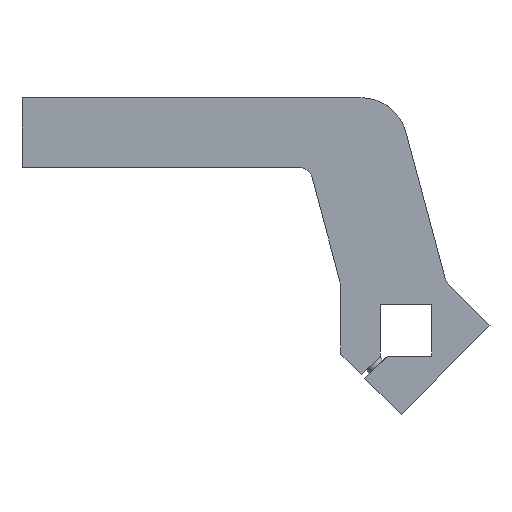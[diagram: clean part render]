
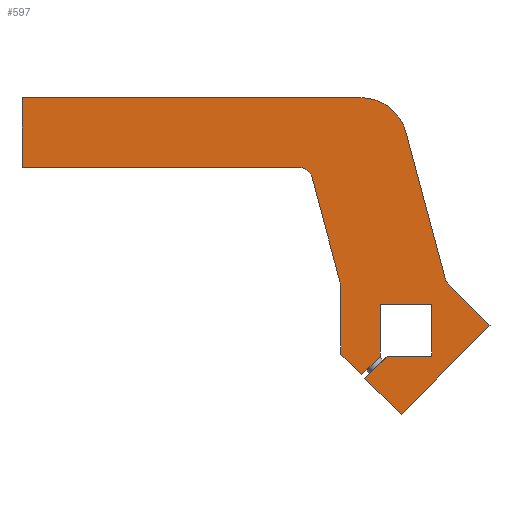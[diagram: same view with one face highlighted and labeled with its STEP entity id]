
A CAD part, left-side view. The second image highlights one B-rep face of the part: STEP entity #597.
In plain terms, the highlighted planar face has unit normal (-1, 0, 0).
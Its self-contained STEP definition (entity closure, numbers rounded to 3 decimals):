
#35=PLANE('',#662);
#57=FACE_OUTER_BOUND('',#94,.T.);
#94=EDGE_LOOP('',(#448,#449,#450,#451,#452,#453,#454,#455,#456,#457,#458,
#459,#460,#461,#462,#463,#464,#465,#466,#467));
#127=LINE('',#875,#187);
#132=LINE('',#890,#192);
#138=LINE('',#919,#198);
#142=LINE('',#931,#202);
#143=LINE('',#934,#203);
#144=LINE('',#935,#204);
#145=LINE('',#937,#205);
#146=LINE('',#939,#206);
#147=LINE('',#941,#207);
#148=LINE('',#943,#208);
#149=LINE('',#945,#209);
#150=LINE('',#947,#210);
#151=LINE('',#949,#211);
#152=LINE('',#951,#212);
#153=LINE('',#953,#213);
#154=LINE('',#954,#214);
#187=VECTOR('',#705,10.);
#192=VECTOR('',#718,10.);
#198=VECTOR('',#746,10.);
#202=VECTOR('',#758,10.);
#203=VECTOR('',#761,10.);
#204=VECTOR('',#762,10.);
#205=VECTOR('',#763,10.);
#206=VECTOR('',#764,10.);
#207=VECTOR('',#765,10.);
#208=VECTOR('',#766,10.);
#209=VECTOR('',#767,10.);
#210=VECTOR('',#768,10.);
#211=VECTOR('',#769,10.);
#212=VECTOR('',#770,10.);
#213=VECTOR('',#771,10.);
#214=VECTOR('',#772,10.);
#245=CIRCLE('',#640,6.);
#247=CIRCLE('',#644,6.);
#256=CIRCLE('',#655,20.);
#258=CIRCLE('',#659,20.);
#269=VERTEX_POINT('',#865);
#270=VERTEX_POINT('',#866);
#273=VERTEX_POINT('',#874);
#275=VERTEX_POINT('',#880);
#276=VERTEX_POINT('',#881);
#279=VERTEX_POINT('',#889);
#288=VERTEX_POINT('',#909);
#289=VERTEX_POINT('',#910);
#292=VERTEX_POINT('',#921);
#293=VERTEX_POINT('',#922);
#296=VERTEX_POINT('',#933);
#297=VERTEX_POINT('',#936);
#298=VERTEX_POINT('',#938);
#299=VERTEX_POINT('',#940);
#300=VERTEX_POINT('',#942);
#301=VERTEX_POINT('',#944);
#302=VERTEX_POINT('',#946);
#303=VERTEX_POINT('',#948);
#304=VERTEX_POINT('',#950);
#305=VERTEX_POINT('',#952);
#325=EDGE_CURVE('',#269,#270,#245,.T.);
#329=EDGE_CURVE('',#273,#270,#127,.T.);
#332=EDGE_CURVE('',#275,#276,#247,.T.);
#336=EDGE_CURVE('',#279,#276,#132,.T.);
#346=EDGE_CURVE('',#288,#289,#256,.T.);
#351=EDGE_CURVE('',#275,#289,#138,.T.);
#352=EDGE_CURVE('',#292,#293,#258,.T.);
#357=EDGE_CURVE('',#269,#293,#142,.T.);
#358=EDGE_CURVE('',#292,#296,#143,.T.);
#359=EDGE_CURVE('',#296,#279,#144,.T.);
#360=EDGE_CURVE('',#288,#297,#145,.T.);
#361=EDGE_CURVE('',#297,#298,#146,.T.);
#362=EDGE_CURVE('',#298,#299,#147,.T.);
#363=EDGE_CURVE('',#299,#300,#148,.T.);
#364=EDGE_CURVE('',#300,#301,#149,.T.);
#365=EDGE_CURVE('',#301,#302,#150,.T.);
#366=EDGE_CURVE('',#302,#303,#151,.T.);
#367=EDGE_CURVE('',#303,#304,#152,.T.);
#368=EDGE_CURVE('',#304,#305,#153,.T.);
#369=EDGE_CURVE('',#305,#273,#154,.T.);
#448=ORIENTED_EDGE('',*,*,#352,.F.);
#449=ORIENTED_EDGE('',*,*,#358,.T.);
#450=ORIENTED_EDGE('',*,*,#359,.T.);
#451=ORIENTED_EDGE('',*,*,#336,.T.);
#452=ORIENTED_EDGE('',*,*,#332,.F.);
#453=ORIENTED_EDGE('',*,*,#351,.T.);
#454=ORIENTED_EDGE('',*,*,#346,.F.);
#455=ORIENTED_EDGE('',*,*,#360,.T.);
#456=ORIENTED_EDGE('',*,*,#361,.T.);
#457=ORIENTED_EDGE('',*,*,#362,.T.);
#458=ORIENTED_EDGE('',*,*,#363,.T.);
#459=ORIENTED_EDGE('',*,*,#364,.T.);
#460=ORIENTED_EDGE('',*,*,#365,.T.);
#461=ORIENTED_EDGE('',*,*,#366,.T.);
#462=ORIENTED_EDGE('',*,*,#367,.T.);
#463=ORIENTED_EDGE('',*,*,#368,.T.);
#464=ORIENTED_EDGE('',*,*,#369,.T.);
#465=ORIENTED_EDGE('',*,*,#329,.T.);
#466=ORIENTED_EDGE('',*,*,#325,.F.);
#467=ORIENTED_EDGE('',*,*,#357,.T.);
#597=ADVANCED_FACE('',(#57),#35,.T.);
#640=AXIS2_PLACEMENT_3D('',#867,#697,#698);
#644=AXIS2_PLACEMENT_3D('',#882,#710,#711);
#655=AXIS2_PLACEMENT_3D('',#911,#737,#738);
#659=AXIS2_PLACEMENT_3D('',#923,#749,#750);
#662=AXIS2_PLACEMENT_3D('',#932,#759,#760);
#697=DIRECTION('center_axis',(-1.,0.,0.));
#698=DIRECTION('ref_axis',(0.,0.866,-0.5));
#705=DIRECTION('',(0.,0.707,0.707));
#710=DIRECTION('center_axis',(-1.,0.,0.));
#711=DIRECTION('ref_axis',(0.,-0.609,0.793));
#718=DIRECTION('',(0.,-1.,0.));
#737=DIRECTION('center_axis',(-1.,0.,0.));
#738=DIRECTION('ref_axis',(0.,-0.991,0.131));
#746=DIRECTION('',(0.,-0.259,-0.966));
#749=DIRECTION('center_axis',(1.,0.,0.));
#750=DIRECTION('ref_axis',(0.,-0.609,0.793));
#758=DIRECTION('',(0.,0.259,0.966));
#759=DIRECTION('center_axis',(-1.,0.,0.));
#760=DIRECTION('ref_axis',(0.,0.,1.));
#761=DIRECTION('',(0.,1.,0.));
#762=DIRECTION('',(0.,0.,-1.));
#763=DIRECTION('',(0.,0.,-1.));
#764=DIRECTION('',(0.,-0.707,-0.707));
#765=DIRECTION('',(0.,-0.707,0.707));
#766=DIRECTION('',(0.,0.,1.));
#767=DIRECTION('',(0.,-1.,0.));
#768=DIRECTION('',(0.,0.,-1.));
#769=DIRECTION('',(0.,1.,0.));
#770=DIRECTION('',(0.,0.707,-0.707));
#771=DIRECTION('',(0.,-0.707,-0.707));
#772=DIRECTION('',(0.,-0.707,0.707));
#865=CARTESIAN_POINT('',(-12.5,-16.72,22.6));
#866=CARTESIAN_POINT('',(-12.5,-18.273,19.91));
#867=CARTESIAN_POINT('Origin',(-12.5,-22.516,24.153));
#874=CARTESIAN_POINT('',(-12.5,-36.062,2.121));
#875=CARTESIAN_POINT('',(-12.5,-19.092,19.092));
#880=CARTESIAN_POINT('',(-12.5,40.341,65.553));
#881=CARTESIAN_POINT('',(-12.5,46.136,70.));
#882=CARTESIAN_POINT('Origin',(-12.5,46.136,64.));
#889=CARTESIAN_POINT('',(-12.5,165.,70.));
#890=CARTESIAN_POINT('',(-12.5,41.533,70.));
#909=CARTESIAN_POINT('',(-12.5,28.,16.863));
#910=CARTESIAN_POINT('',(-12.5,28.681,22.039));
#911=CARTESIAN_POINT('Origin',(-12.5,48.,16.863));
#919=CARTESIAN_POINT('',(-12.5,28.,19.496));
#921=CARTESIAN_POINT('',(-12.5,19.365,100.));
#922=CARTESIAN_POINT('',(-12.5,0.047,85.176));
#923=CARTESIAN_POINT('Origin',(-12.5,19.365,80.));
#931=CARTESIAN_POINT('',(-12.5,4.019,100.));
#932=CARTESIAN_POINT('Origin',(-12.5,60.502,62.15));
#933=CARTESIAN_POINT('',(-12.5,165.,100.));
#934=CARTESIAN_POINT('',(-12.5,165.,100.));
#935=CARTESIAN_POINT('',(-12.5,165.,70.));
#936=CARTESIAN_POINT('',(-12.5,28.,-10.184));
#937=CARTESIAN_POINT('',(-12.5,28.,-10.184));
#938=CARTESIAN_POINT('',(-12.5,19.092,-19.092));
#939=CARTESIAN_POINT('',(-12.5,19.092,-19.092));
#940=CARTESIAN_POINT('',(-12.5,11.,-11.));
#941=CARTESIAN_POINT('',(-12.5,17.266,-17.266));
#942=CARTESIAN_POINT('',(-12.5,11.,11.));
#943=CARTESIAN_POINT('',(-12.5,11.,11.));
#944=CARTESIAN_POINT('',(-12.5,-11.,11.));
#945=CARTESIAN_POINT('',(-12.5,-11.,11.));
#946=CARTESIAN_POINT('',(-12.5,-11.,-11.));
#947=CARTESIAN_POINT('',(-12.5,-11.,36.575));
#948=CARTESIAN_POINT('',(-12.5,8.172,-11.));
#949=CARTESIAN_POINT('',(-12.5,24.751,-11.));
#950=CARTESIAN_POINT('',(-12.5,17.678,-20.506));
#951=CARTESIAN_POINT('',(-12.5,2.967,-5.795));
#952=CARTESIAN_POINT('',(-12.5,2.121,-36.062));
#953=CARTESIAN_POINT('',(-12.5,19.092,-19.092));
#954=CARTESIAN_POINT('',(-12.5,-36.062,2.121));
